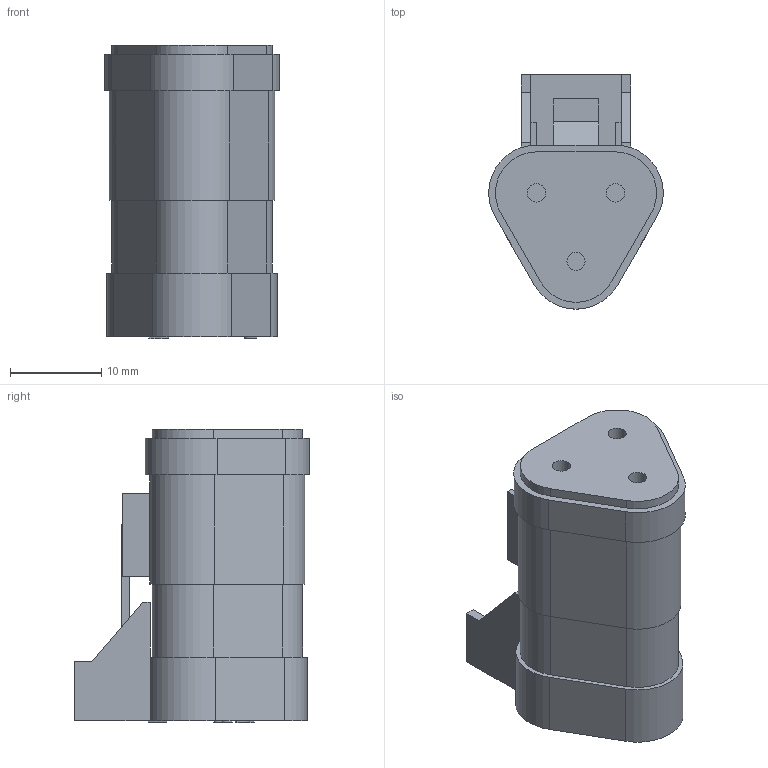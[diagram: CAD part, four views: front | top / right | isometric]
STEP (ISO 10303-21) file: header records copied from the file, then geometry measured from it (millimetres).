
FILE_DESCRIPTION((''),'2;1');
FILE_NAME('8002191.stp','2013-09-20T20:20:57',('Roland'),(''),'Autodesk Inventor 2013','Autodesk Inventor 2013','');
FILE_SCHEMA(('AUTOMOTIVE_DESIGN { 1 0 10303 214 1 1 1 1 }'));
Length unit declared in the file: millimetre
Products named in the file (1): 8002191
Bounding box: 19.16 x 25.75 x 32.2 mm (x, y, z)
Volume: 7512.7 mm3; surface area: 3521.4 mm2
Topology: 2 solids, 2 shells, 143 faces, 365 edges, 240 vertices
Faces by surface type: plane 90, bspline 30, cylinder 23
Full cylindrical faces by diameter (mm): 2 x3, 4 x3
Entity records: 4470 total; most frequent: CARTESIAN_POINT 1133, ORIENTED_EDGE 718, DIRECTION 573, EDGE_CURVE 359, VECTOR 253, LINE 253, VERTEX_POINT 240, EDGE_LOOP 165
